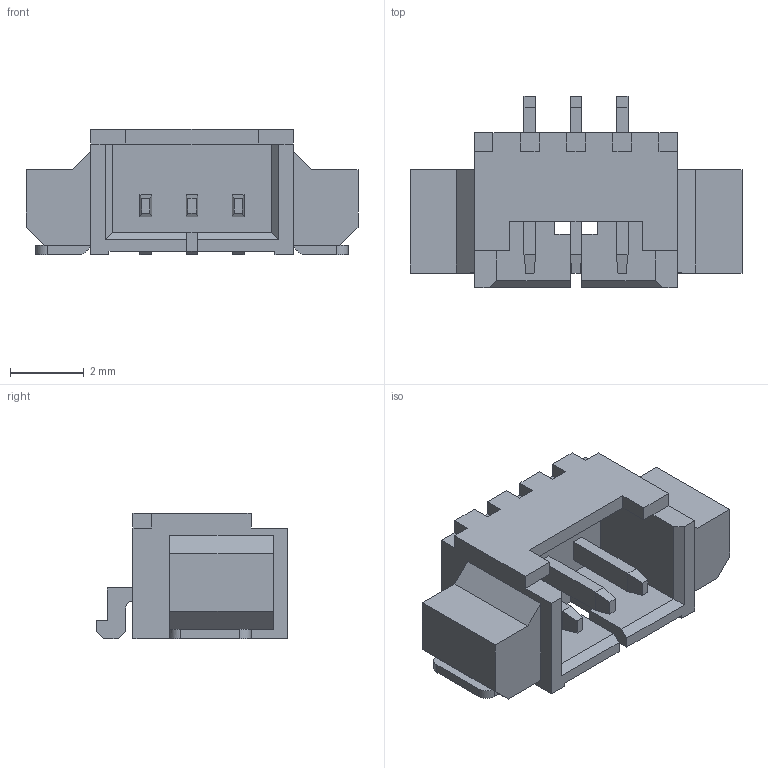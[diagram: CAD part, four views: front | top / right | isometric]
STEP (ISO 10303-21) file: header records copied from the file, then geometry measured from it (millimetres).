
FILE_DESCRIPTION(/* description */ ('model of Molex_PicoBlade_53261-0371_03x1.25mm_Angled.'),/* implementation_level */ FILE_NAME(/* name */ 'Molex_PicoBlade_53261-0371_03x1.25mm_Angled..stp',/* time_stamp */ '2017-02-27T14:45:45',/* author */ ('Rene Poeschl',''),/* organization */ (''),/* preprocessor_version */ '',/* originating_system */ '',/* authorisation */ '');
FILE_NAME(/* name */ 'Molex_PicoBlade_53261-0371_03x1.25mm_Angled..stp',/* time_stamp */ '2017-02-27T14:45:45',/* author */ ('Rene Poeschl',''),/* organization */ (''),/* preprocessor_version */ '',/* originating_system */ '',/* authorisation */ '');
FILE_SCHEMA(('AUTOMOTIVE_DESIGN_CC2 { 1 2 10303 214 -1 1 5 4 }'));
Length unit declared in the file: millimetre
Products named in the file (1): Molex_53261_0371
Bounding box: 9 x 5.2 x 3.4 mm (x, y, z)
Volume: 64.5 mm3; surface area: 203.3 mm2
Topology: 1 solids, 1 shells, 163 faces, 439 edges, 286 vertices
Faces by surface type: plane 150, cylinder 13
Entity records: 11872 total; most frequent: CARTESIAN_POINT 1907, DIRECTION 1619, LINE 1203, VECTOR 1203, ORIENTED_EDGE 878, PCURVE 878, DEFINITIONAL_REPRESENTATION 878, EDGE_CURVE 439
